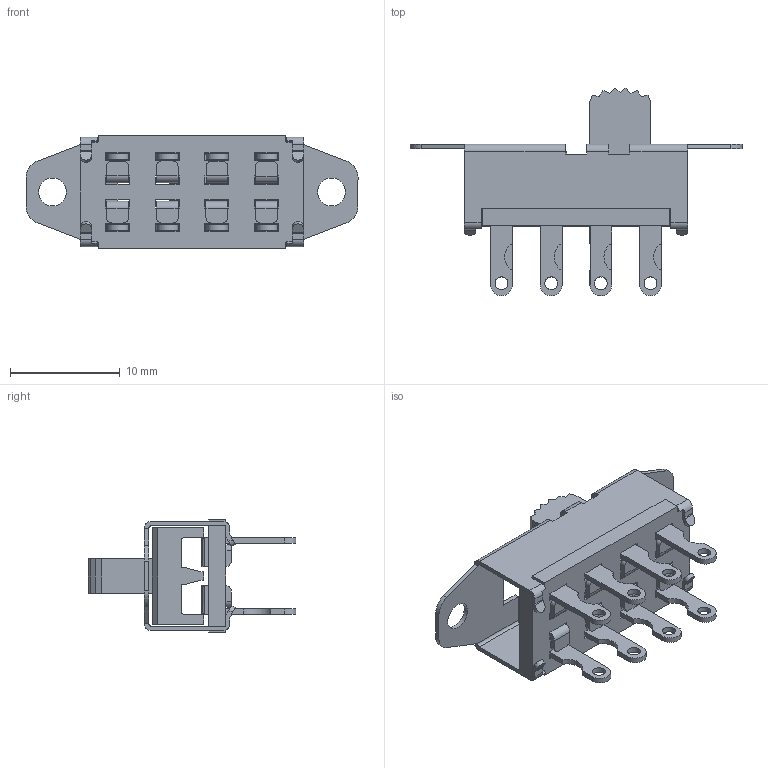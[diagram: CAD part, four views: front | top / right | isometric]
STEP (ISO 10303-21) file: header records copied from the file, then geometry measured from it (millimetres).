
FILE_DESCRIPTION(/* description */ (''),/* implementation_level */ '2;1');
FILE_NAME(/* name */ 'G-128S-0000_3D Model.stp',/* time_stamp */ '2023-10-02T09:59:29-04:00',/* author */ ('dwiltbank'),/* organization */ (''),/* preprocessor_version */ 'ST-DEVELOPER v19.2',/* originating_system */ 'Autodesk Inventor 2024',/* authorisation */ '');
FILE_SCHEMA (('AUTOMOTIVE_DESIGN { 1 0 10303 214 3 1 1 }'));
Length unit declared in the file: inch
Products named in the file (1): G-128S-0000_Shrinkwrap_1
Bounding box: 30.23 x 18.91 x 10.31 mm (x, y, z)
Volume: 936 mm3; surface area: 2590.3 mm2
Topology: 2 solids, 2 shells, 471 faces, 1428 edges, 914 vertices
Faces by surface type: plane 327, cylinder 144
Full cylindrical faces by diameter (mm): 1.168 x8, 1.6 x4, 2.54 x2
Entity records: 16531 total; most frequent: ORIENTED_EDGE 2856, CARTESIAN_POINT 2814, DIRECTION 2650, EDGE_CURVE 1428, LINE 1150, VECTOR 1150, VERTEX_POINT 914, AXIS2_PLACEMENT_3D 750
